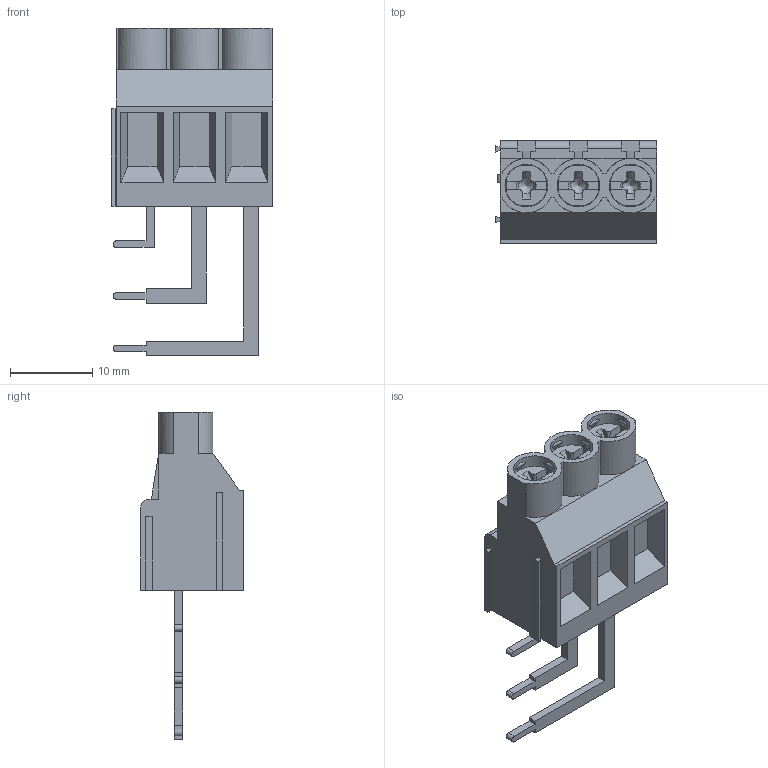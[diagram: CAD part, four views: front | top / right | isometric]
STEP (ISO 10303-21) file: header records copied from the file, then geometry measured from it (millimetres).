
FILE_DESCRIPTION(/* description */ ('Unknown'),/* implementation_level */ '2;1');
FILE_NAME(/* name */ 'MB910-635M..L',/* time_stamp */ '2023-04-10T14:22:25+08:00',/* author */ ('Unknown'),/* organization */ ('Unknown'),/* preprocessor_version */ 'ST-DEVELOPER v16.7',/* originating_system */ 'DEX',/* authorisation */ $);
FILE_SCHEMA (('AUTOMOTIVE_DESIGN {1 0 10303 214 3 1 1}'));
Length unit declared in the file: millimetre
Products named in the file (1): MB910-635M.
Bounding box: 19.65 x 12.5 x 39.9 mm (x, y, z)
Volume: 3741.4 mm3; surface area: 2766.2 mm2
Topology: 4 solids, 4 shells, 242 faces, 639 edges, 420 vertices
Faces by surface type: plane 181, cylinder 31, cone 18, bspline 12
Full cylindrical faces by diameter (mm): 5.1 x3, 5.2 x3
Entity records: 8845 total; most frequent: CARTESIAN_POINT 3076, ORIENTED_EDGE 1212, DIRECTION 1096, EDGE_CURVE 606, LINE 426, VECTOR 426, VERTEX_POINT 405, AXIS2_PLACEMENT_3D 335
